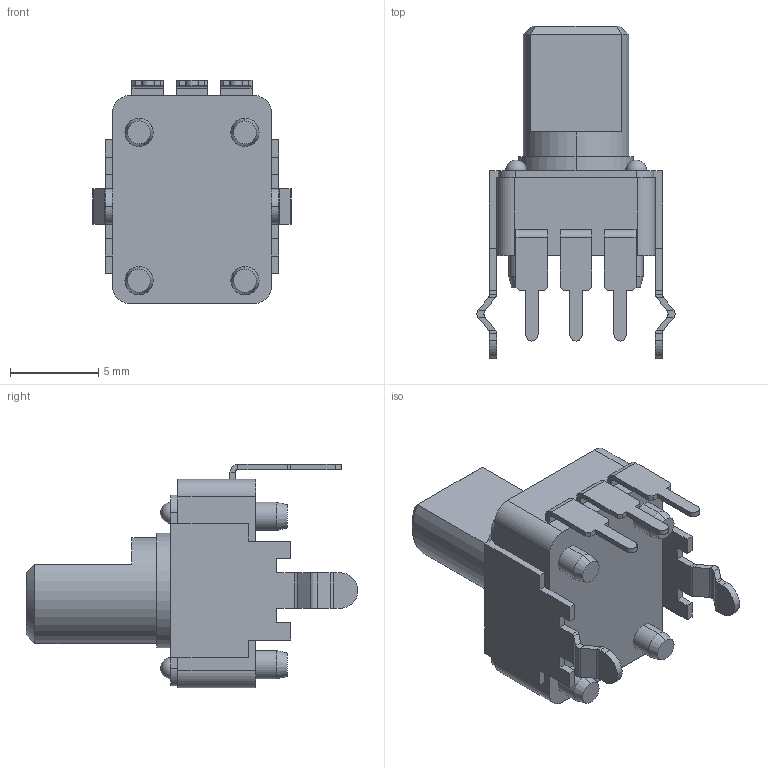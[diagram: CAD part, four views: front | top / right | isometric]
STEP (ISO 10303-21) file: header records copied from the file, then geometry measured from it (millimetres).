
FILE_DESCRIPTION (( 'STEP AP214' ), '1' );
FILE_NAME ('RK09 Flat L15.STEP', '2023-05-20T03:36:48', ( '' ), ( '' ), 'SwSTEP 2.0', 'SolidWorks 2022', '' );
FILE_SCHEMA (( 'AUTOMOTIVE_DESIGN' ));
Length unit declared in the file: millimetre
Products named in the file (1): RK09 Flat L15
Bounding box: 11.23 x 18.8 x 12.65 mm (x, y, z)
Volume: 767.8 mm3; surface area: 880.7 mm2
Topology: 1 solids, 1 shells, 208 faces, 504 edges, 307 vertices
Faces by surface type: plane 141, cylinder 41, bspline 12, cone 10, sphere 4
Entity records: 6415 total; most frequent: CARTESIAN_POINT 1162, ORIENTED_EDGE 984, DIRECTION 954, EDGE_CURVE 492, VECTOR 372, LINE 372, VERTEX_POINT 299, AXIS2_PLACEMENT_3D 291
